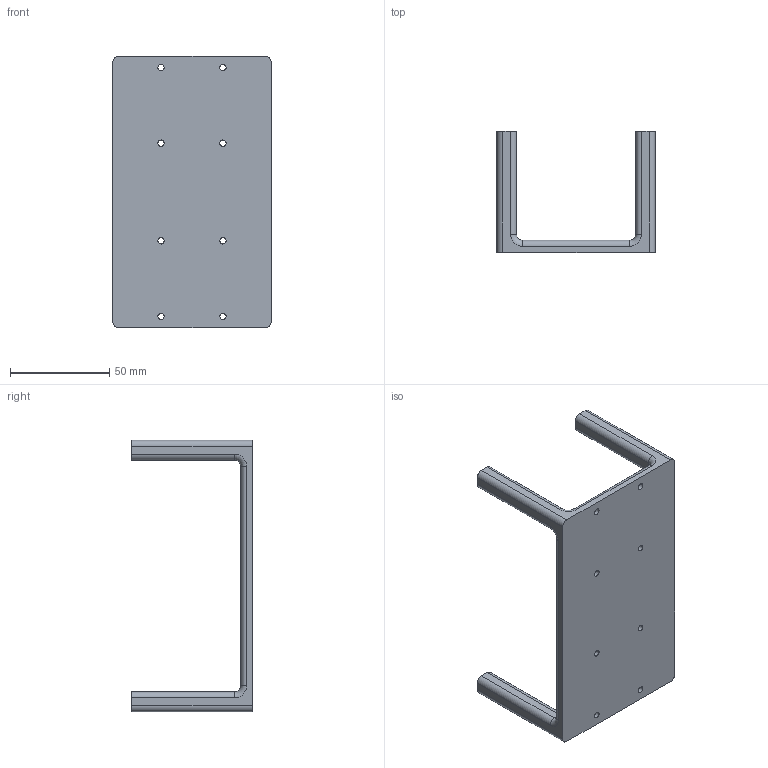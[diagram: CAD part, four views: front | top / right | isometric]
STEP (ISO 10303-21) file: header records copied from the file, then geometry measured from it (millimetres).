
FILE_DESCRIPTION (( 'STEP AP214' ), '1' );
FILE_NAME ('Frame Rev 1.STEP', '2024-02-26T16:58:53', ( '' ), ( '' ), 'SwSTEP 2.0', 'SolidWorks 2020', '' );
FILE_SCHEMA (( 'AUTOMOTIVE_DESIGN' ));
Length unit declared in the file: millimetre
Products named in the file (1): Frame Rev 1
Bounding box: 80 x 61 x 136.93 mm (x, y, z)
Volume: 84597.4 mm3; surface area: 32391.1 mm2
Topology: 1 solids, 1 shells, 183 faces, 503 edges, 326 vertices
Faces by surface type: bspline 79, cylinder 53, plane 39, torus 12
Entity records: 8154 total; most frequent: CARTESIAN_POINT 3913, ORIENTED_EDGE 1006, DIRECTION 657, EDGE_CURVE 503, VERTEX_POINT 326, LINE 219, AXIS2_PLACEMENT_3D 219, VECTOR 219
